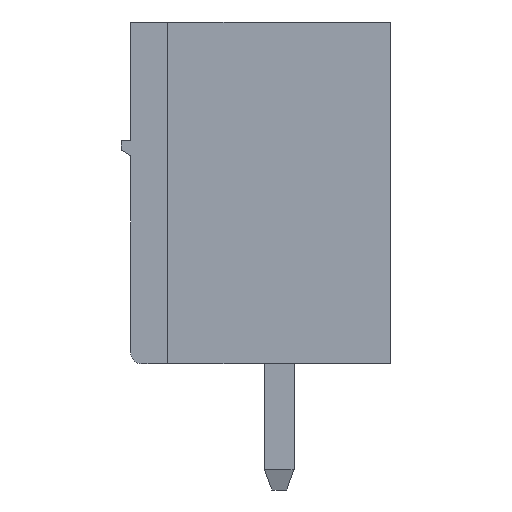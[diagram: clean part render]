
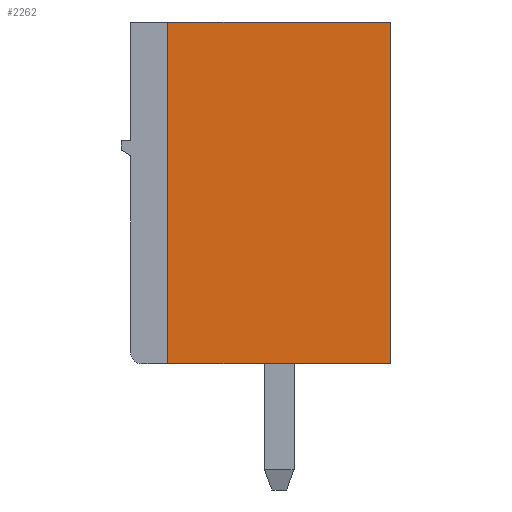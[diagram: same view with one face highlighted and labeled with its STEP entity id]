
A CAD part, left-side view. The second image highlights one B-rep face of the part: STEP entity #2262.
In plain terms, the highlighted planar face has unit normal (-1, 0, 0).
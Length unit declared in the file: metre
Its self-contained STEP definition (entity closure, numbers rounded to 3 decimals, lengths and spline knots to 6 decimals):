
#2262=ADVANCED_FACE('',(#4646),#4647,.F.);
#4646=FACE_OUTER_BOUND('',#7056,.T.);
#4647=PLANE('',#7057);
#7056=EDGE_LOOP('',(#13756,#13757,#13758,#13759));
#7057=AXIS2_PLACEMENT_3D('',#13760,#13761,#13762);
#13756=ORIENTED_EDGE('',*,*,#14419,.F.);
#13757=ORIENTED_EDGE('',*,*,#14120,.F.);
#13758=ORIENTED_EDGE('',*,*,#16675,.T.);
#13759=ORIENTED_EDGE('',*,*,#14491,.T.);
#13760=CARTESIAN_POINT('',(-1.091827,0.00386,0.000933));
#13761=DIRECTION('',(1.0,0.,0.));
#13762=DIRECTION('',(0.0,0.,1.0));
#14120=EDGE_CURVE('',#16837,#16832,#16839,.T.);
#14419=EDGE_CURVE('',#16832,#17435,#17436,.T.);
#14491=EDGE_CURVE('',#17559,#17435,#17560,.T.);
#16675=EDGE_CURVE('',#16837,#17559,#20581,.T.);
#16832=VERTEX_POINT('',#20780);
#16837=VERTEX_POINT('',#20788);
#16839=LINE('',#20791,#20792);
#17435=VERTEX_POINT('',#21630);
#17436=LINE('',#21631,#21632);
#17559=VERTEX_POINT('',#21823);
#17560=LINE('',#21824,#21825);
#20581=LINE('',#26248,#26249);
#20780=CARTESIAN_POINT('',(-1.091827,0.00386,0.000933));
#20788=CARTESIAN_POINT('',(-1.091827,0.00986,0.000933));
#20791=CARTESIAN_POINT('',(-1.091827,0.00386,0.000933));
#20792=VECTOR('',#26410,1.0);
#21630=CARTESIAN_POINT('',(-1.091827,0.00386,-0.008267));
#21631=CARTESIAN_POINT('',(-1.091827,0.00386,0.000933));
#21632=VECTOR('',#26818,1.0);
#21823=CARTESIAN_POINT('',(-1.091827,0.00986,-0.008267));
#21824=CARTESIAN_POINT('',(-1.091827,0.00386,-0.008267));
#21825=VECTOR('',#26893,1.0);
#26248=CARTESIAN_POINT('',(-1.091827,0.00986,0.000933));
#26249=VECTOR('',#28530,1.0);
#26410=DIRECTION('',(0.,-1.0,0.));
#26818=DIRECTION('',(0.,0.,-1.0));
#26893=DIRECTION('',(0.,-1.0,0.));
#28530=DIRECTION('',(0.,0.,-1.0));
